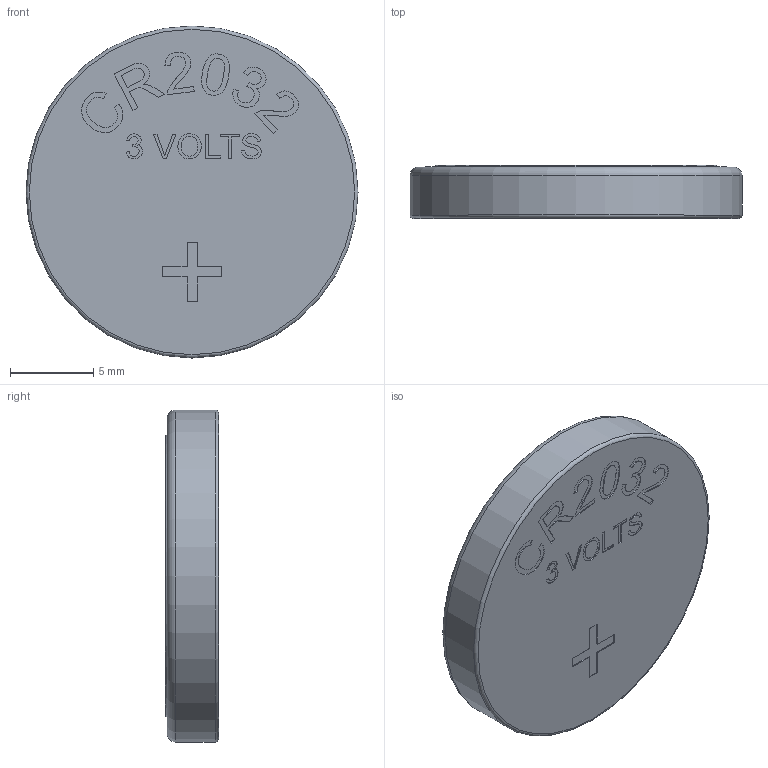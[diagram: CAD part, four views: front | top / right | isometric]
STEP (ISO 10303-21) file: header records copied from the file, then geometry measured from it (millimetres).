
FILE_DESCRIPTION(('STEP AP203'),'1');
FILE_NAME('CR2032-50004LC.stp','2017-12-01T13:51:38',(' '),(' '),'Spatial InterOp 3D',' ',' ');
FILE_SCHEMA(('CONFIG_CONTROL_DESIGN'));
Length unit declared in the file: millimetre
Products named in the file (4): 1; 2; 3; 4
Bounding box: 20 x 3.2 x 20 mm (x, y, z)
Volume: 258.9 mm3; surface area: 1606.1 mm2
Topology: 2 solids, 6 shells, 113 faces, 272 edges, 186 vertices
Faces by surface type: plane 77, extrusion 26, cylinder 6, torus 3, cone 1
Full cylindrical faces by diameter (mm): 17 x2, 18 x2, 19 x1, 20 x1
Entity records: 4489 total; most frequent: CARTESIAN_POINT 2023, ORIENTED_EDGE 502, DIRECTION 324, EDGE_CURVE 254, B_SPLINE_CURVE_WITH_KNOTS 186, VERTEX_POINT 178, EDGE_LOOP 146, FACE_OUTER_BOUND 120
